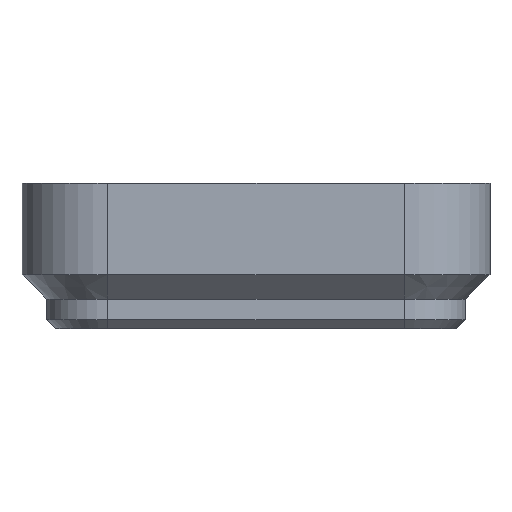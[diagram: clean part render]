
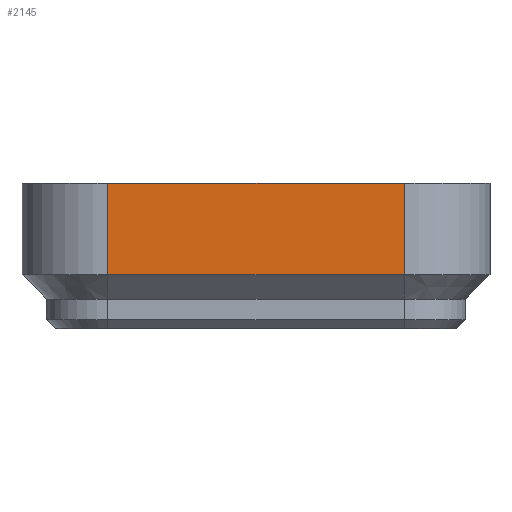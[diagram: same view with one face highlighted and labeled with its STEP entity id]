
A CAD part, front view. The second image highlights one B-rep face of the part: STEP entity #2145.
In plain terms, the highlighted planar face has unit normal (0, -1, 0).
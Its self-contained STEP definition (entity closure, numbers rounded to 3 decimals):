
#122=LINE('',#3345,#328);
#123=LINE('',#3351,#329);
#124=LINE('',#3354,#330);
#125=LINE('',#3355,#331);
#328=VECTOR('',#2623,1000.);
#329=VECTOR('',#2630,1000.);
#330=VECTOR('',#2631,1000.);
#331=VECTOR('',#2632,1000.);
#564=ORIENTED_EDGE('',*,*,#1201,.T.);
#565=ORIENTED_EDGE('',*,*,#1202,.T.);
#566=ORIENTED_EDGE('',*,*,#1198,.F.);
#567=ORIENTED_EDGE('',*,*,#1203,.F.);
#1198=EDGE_CURVE('',#1514,#1515,#122,.T.);
#1201=EDGE_CURVE('',#1516,#1517,#123,.T.);
#1202=EDGE_CURVE('',#1517,#1515,#124,.T.);
#1203=EDGE_CURVE('',#1516,#1514,#125,.T.);
#1514=VERTEX_POINT('',#3346);
#1515=VERTEX_POINT('',#3347);
#1516=VERTEX_POINT('',#3352);
#1517=VERTEX_POINT('',#3353);
#1772=EDGE_LOOP('',(#564,#565,#566,#567));
#1924=FACE_BOUND('',#1772,.T.);
#2072=PLANE('',#2314);
#2145=ADVANCED_FACE('',(#1924),#2072,.F.);
#2314=AXIS2_PLACEMENT_3D('',#3350,#2628,#2629);
#2623=DIRECTION('',(0.,0.,1.));
#2628=DIRECTION('',(0.,1.,0.));
#2629=DIRECTION('',(0.,0.,1.));
#2630=DIRECTION('',(0.,0.,1.));
#2631=DIRECTION('',(-1.,0.,0.));
#2632=DIRECTION('',(-1.,0.,0.));
#3345=CARTESIAN_POINT('',(-13.,-41.5,-1.));
#3346=CARTESIAN_POINT('',(-13.,-41.5,-1.));
#3347=CARTESIAN_POINT('',(-13.,-41.5,7.));
#3350=CARTESIAN_POINT('',(0.,-41.5,-1.));
#3351=CARTESIAN_POINT('',(13.,-41.5,-1.));
#3352=CARTESIAN_POINT('',(13.,-41.5,-1.));
#3353=CARTESIAN_POINT('',(13.,-41.5,7.));
#3354=CARTESIAN_POINT('',(0.,-41.5,7.));
#3355=CARTESIAN_POINT('',(0.,-41.5,-1.));
